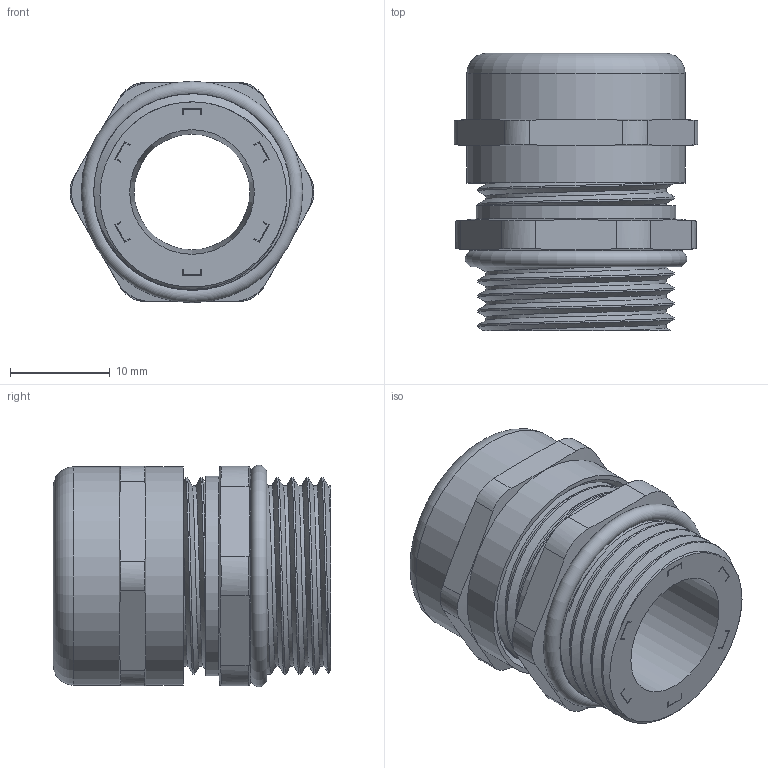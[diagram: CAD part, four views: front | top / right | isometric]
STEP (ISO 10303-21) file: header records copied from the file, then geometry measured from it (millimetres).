
FILE_DESCRIPTION (( 'STEP AP203' ), '1' );
FILE_NAME ('FGM20001-01SI1200(WNA-M20).step', '2026-02-09T01:48:01', ( '' ), ( '' ), 'SwSTEP 2.0', 'SolidWorks 2021', '' );
FILE_SCHEMA (( 'CONFIG_CONTROL_DESIGN' ));
Length unit declared in the file: millimetre
Products named in the file (1): FGM20001-01SI1200(WNA-M20)
Bounding box: 24.47 x 27.8 x 22.22 mm (x, y, z)
Volume: 5945.2 mm3; surface area: 6957.7 mm2
Topology: 2 solids, 2 shells, 391 faces, 1462 edges, 973 vertices
Faces by surface type: cylinder 149, plane 144, bspline 81, cone 15, torus 2
Full cylindrical faces by diameter (mm): 12.5 x2, 19 x1, 20 x7, 21.9 x2
Entity records: 31608 total; most frequent: CARTESIAN_POINT 21459, ORIENTED_EDGE 2844, EDGE_CURVE 1422, DIRECTION 1393, VERTEX_POINT 953, AXIS2_PLACEMENT_3D 468, VECTOR 457, LINE 457
